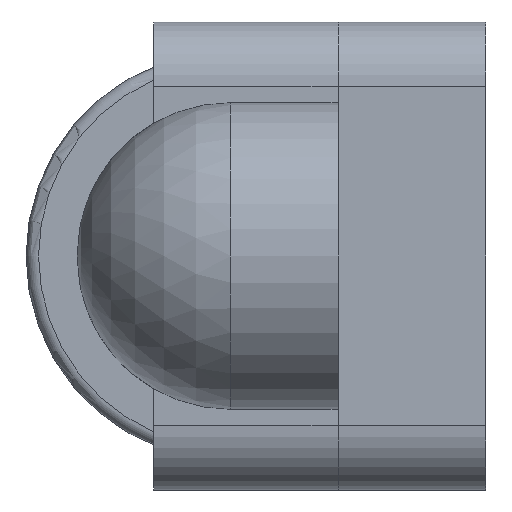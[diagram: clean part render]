
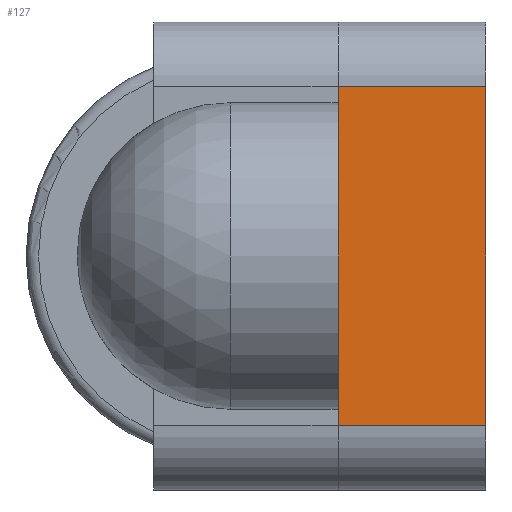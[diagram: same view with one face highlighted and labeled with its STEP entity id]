
A CAD part, left-side view. The second image highlights one B-rep face of the part: STEP entity #127.
In plain terms, the highlighted planar face has unit normal (-1, 0, 0).
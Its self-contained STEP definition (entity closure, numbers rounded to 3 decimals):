
#127=ADVANCED_FACE('',(#247),#248,.T.);
#247=FACE_OUTER_BOUND('',#369,.T.);
#248=PLANE('',#370);
#369=EDGE_LOOP('',(#807,#808,#809,#810));
#370=AXIS2_PLACEMENT_3D('',#811,#812,#813);
#807=ORIENTED_EDGE('',*,*,#950,.T.);
#808=ORIENTED_EDGE('',*,*,#973,.F.);
#809=ORIENTED_EDGE('',*,*,#965,.F.);
#810=ORIENTED_EDGE('',*,*,#972,.T.);
#811=CARTESIAN_POINT('',(-17.4,0.,-6.3));
#812=DIRECTION('',(-1.0,0.,0.));
#813=DIRECTION('',(0.,0.,1.0));
#950=EDGE_CURVE('',#1179,#1177,#1180,.T.);
#965=EDGE_CURVE('',#1203,#1205,#1206,.T.);
#972=EDGE_CURVE('',#1203,#1179,#1213,.T.);
#973=EDGE_CURVE('',#1205,#1177,#1214,.T.);
#1177=VERTEX_POINT('',#1728);
#1179=VERTEX_POINT('',#1730);
#1180=LINE('',#1731,#1732);
#1203=VERTEX_POINT('',#1764);
#1205=VERTEX_POINT('',#1766);
#1206=LINE('',#1767,#1768);
#1213=LINE('',#1780,#1781);
#1214=LINE('',#1782,#1783);
#1728=CARTESIAN_POINT('',(-17.4,11.0,-12.6));
#1730=CARTESIAN_POINT('',(-17.4,11.0,12.6));
#1731=CARTESIAN_POINT('',(-17.4,11.0,12.6));
#1732=VECTOR('',#2028,1.0);
#1764=CARTESIAN_POINT('',(-17.4,0.,12.6));
#1766=CARTESIAN_POINT('',(-17.4,0.,-12.6));
#1767=CARTESIAN_POINT('',(-17.4,0.,12.6));
#1768=VECTOR('',#2053,1.0);
#1780=CARTESIAN_POINT('',(-17.4,0.,12.6));
#1781=VECTOR('',#2062,1.0);
#1782=CARTESIAN_POINT('',(-17.4,0.,-12.6));
#1783=VECTOR('',#2063,1.0);
#2028=DIRECTION('',(0.,0.,-1.0));
#2053=DIRECTION('',(0.,0.,-1.0));
#2062=DIRECTION('',(0.0,1.0,0.));
#2063=DIRECTION('',(0.0,1.0,0.));
